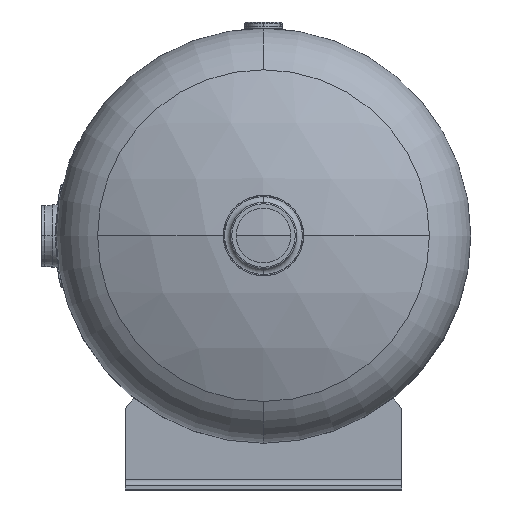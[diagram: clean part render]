
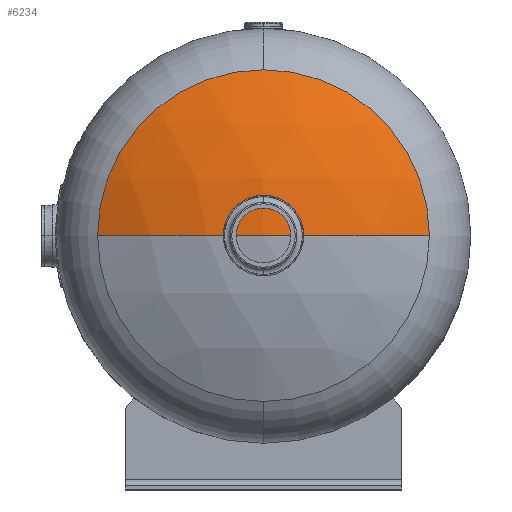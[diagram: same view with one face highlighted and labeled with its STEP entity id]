
A CAD part, top view. The second image highlights one B-rep face of the part: STEP entity #6234.
In plain terms, the highlighted spherical face has radius 411.48 mm.
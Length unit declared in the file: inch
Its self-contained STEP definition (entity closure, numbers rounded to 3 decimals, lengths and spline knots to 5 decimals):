
#28 = DIRECTION ( 'NONE',  ( 0., 0., -1. ) ) ;
#230 = DIRECTION ( 'NONE',  ( 0., 0., 1. ) ) ;
#245 = CARTESIAN_POINT ( 'NONE',  ( 0., -10.31387, 0. ) ) ;
#333 = EDGE_CURVE ( 'NONE', #6921, #9175, #5538, .T. ) ;
#584 = EDGE_CURVE ( 'NONE', #1601, #9175, #604, .T. ) ;
#604 = CIRCLE ( 'NONE', #4166, 16.2 ) ;
#741 = CARTESIAN_POINT ( 'NONE',  ( 0., 5.88613, 0. ) ) ;
#816 = CARTESIAN_POINT ( 'NONE',  ( 0., 4.19819, 0. ) ) ;
#1131 = VERTEX_POINT ( 'NONE', #7277 ) ;
#1601 = VERTEX_POINT ( 'NONE', #741 ) ;
#1729 = DIRECTION ( 'NONE',  ( 0., 0., -1. ) ) ;
#2460 = AXIS2_PLACEMENT_3D ( 'NONE', #8985, #3304, #9835 ) ;
#2516 = EDGE_CURVE ( 'NONE', #1601, #1131, #7241, .T. ) ;
#2565 = DIRECTION ( 'NONE',  ( -1., 0., 0. ) ) ;
#3304 = DIRECTION ( 'NONE',  ( 0., -1., 0. ) ) ;
#3371 = SPHERICAL_SURFACE ( 'NONE', #5981, 16.2 ) ;
#3459 = DIRECTION ( 'NONE',  ( 1., 0., 0. ) ) ;
#4056 = DIRECTION ( 'NONE',  ( 0., -1., 0. ) ) ;
#4166 = AXIS2_PLACEMENT_3D ( 'NONE', #4258, #230, #3459 ) ;
#4218 = ORIENTED_EDGE ( 'NONE', *, *, #2516, .F. ) ;
#4258 = CARTESIAN_POINT ( 'NONE',  ( 0., -10.31387, 0. ) ) ;
#4326 = DIRECTION ( 'NONE',  ( 1., 0., 0. ) ) ;
#4430 = DIRECTION ( 'NONE',  ( 0., 0., 1. ) ) ;
#5538 = CIRCLE ( 'NONE', #2460, 7.2 ) ;
#5765 = CARTESIAN_POINT ( 'NONE',  ( 0., -10.31387, 0. ) ) ;
#5921 = EDGE_CURVE ( 'NONE', #1131, #6921, #6174, .T. ) ;
#5981 = AXIS2_PLACEMENT_3D ( 'NONE', #245, #4430, #4326 ) ;
#6051 = CARTESIAN_POINT ( 'NONE',  ( 0., 4.19819, 7.2 ) ) ;
#6123 = CARTESIAN_POINT ( 'NONE',  ( -7.2, 4.19819, 0. ) ) ;
#6174 = CIRCLE ( 'NONE', #8879, 7.2 ) ;
#6234 = ADVANCED_FACE ( 'NONE', ( #6576 ), #3371, .T. ) ;
#6576 = FACE_OUTER_BOUND ( 'NONE', #10007, .T. ) ;
#6591 = ORIENTED_EDGE ( 'NONE', *, *, #333, .F. ) ;
#6721 = ORIENTED_EDGE ( 'NONE', *, *, #5921, .F. ) ;
#6921 = VERTEX_POINT ( 'NONE', #6051 ) ;
#7077 = AXIS2_PLACEMENT_3D ( 'NONE', #5765, #1729, #2565 ) ;
#7241 = CIRCLE ( 'NONE', #7077, 16.2 ) ;
#7277 = CARTESIAN_POINT ( 'NONE',  ( 7.2, 4.19819, 0. ) ) ;
#7434 = ORIENTED_EDGE ( 'NONE', *, *, #584, .T. ) ;
#8879 = AXIS2_PLACEMENT_3D ( 'NONE', #816, #4056, #28 ) ;
#8985 = CARTESIAN_POINT ( 'NONE',  ( 0., 4.19819, 0. ) ) ;
#9175 = VERTEX_POINT ( 'NONE', #6123 ) ;
#9835 = DIRECTION ( 'NONE',  ( 0., 0., -1. ) ) ;
#10007 = EDGE_LOOP ( 'NONE', ( #4218, #7434, #6591, #6721 ) ) ;
